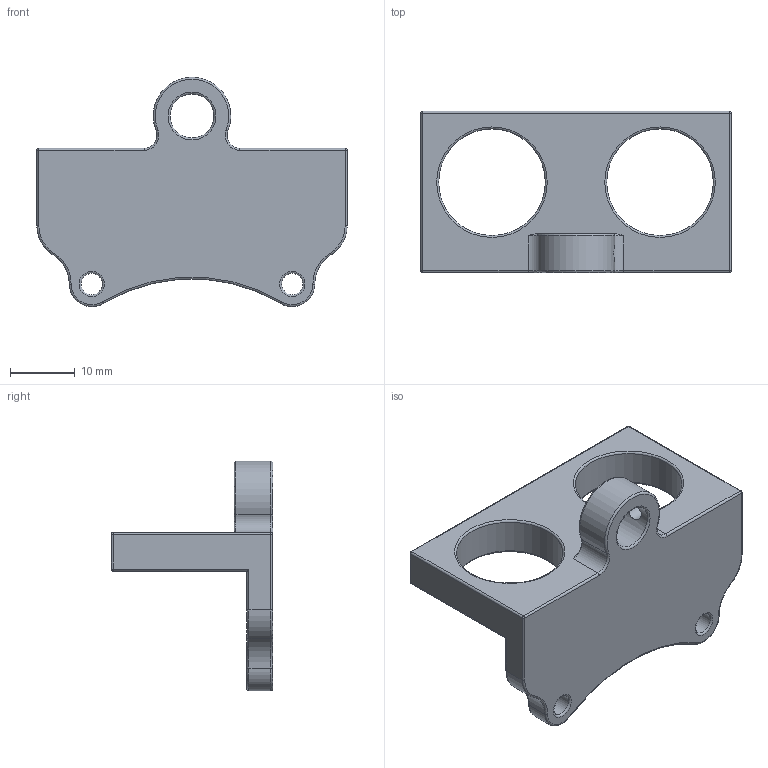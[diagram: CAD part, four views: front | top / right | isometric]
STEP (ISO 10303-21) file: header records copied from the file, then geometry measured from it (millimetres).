
FILE_DESCRIPTION(/* description */ (''),/* implementation_level */ '2;1');
FILE_NAME(/* name */ 'Front Sensor Mount.stp',/* time_stamp */ '2023-11-02T21:42:33-05:00',/* author */ ('Eric'),/* organization */ (''),/* preprocessor_version */ 'ST-DEVELOPER v19',/* originating_system */ 'Autodesk Inventor 2023',/* authorisation */ '');
FILE_SCHEMA (('AUTOMOTIVE_DESIGN { 1 0 10303 214 3 1 1 }'));
Length unit declared in the file: millimetre
Products named in the file (1): Front Sensor Mount
Bounding box: 48 x 25 x 35.47 mm (x, y, z)
Volume: 7413.5 mm3; surface area: 5072.2 mm2
Topology: 1 solids, 1 shells, 93 faces, 223 edges, 132 vertices
Faces by surface type: cylinder 40, torus 34, plane 13, sphere 6
Full cylindrical faces by diameter (mm): 2.8 x1, 3.3 x2, 6.8 x1, 16.5 x2
Entity records: 2860 total; most frequent: DIRECTION 543, CARTESIAN_POINT 543, ORIENTED_EDGE 446, AXIS2_PLACEMENT_3D 236, EDGE_CURVE 223, CIRCLE 136, VERTEX_POINT 132, EDGE_LOOP 105
